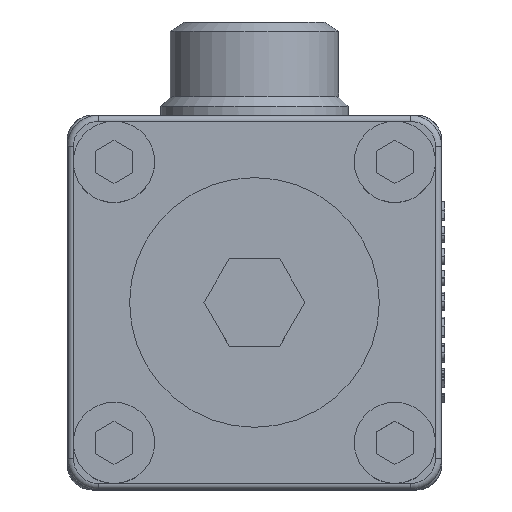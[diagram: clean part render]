
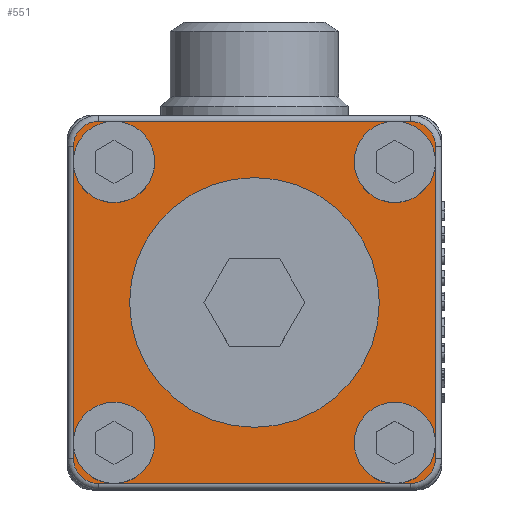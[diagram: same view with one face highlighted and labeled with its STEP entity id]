
A CAD part, top view. The second image highlights one B-rep face of the part: STEP entity #551.
In plain terms, the highlighted planar face has unit normal (0, 0, 1).
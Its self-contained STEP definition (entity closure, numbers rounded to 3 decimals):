
#288=CARTESIAN_POINT('',(18.5,-22.5,55.));
#289=VERTEX_POINT('',#288);
#304=CARTESIAN_POINT('',(22.5,-22.5,55.));
#305=DIRECTION('',(-0.,-0.,1.));
#306=DIRECTION('',(-1.,0.,0.));
#307=AXIS2_PLACEMENT_3D('',#304,#305,#306);
#308=CIRCLE('',#307,4.);
#309=EDGE_CURVE('',#289,#289,#308,.T.);
#321=CARTESIAN_POINT('',(18.5,22.5,55.));
#322=VERTEX_POINT('',#321);
#337=CARTESIAN_POINT('',(22.5,22.5,55.));
#338=DIRECTION('',(-0.,-0.,1.));
#339=DIRECTION('',(-1.,0.,0.));
#340=AXIS2_PLACEMENT_3D('',#337,#338,#339);
#341=CIRCLE('',#340,4.);
#342=EDGE_CURVE('',#322,#322,#341,.T.);
#354=CARTESIAN_POINT('',(-26.5,22.5,55.));
#355=VERTEX_POINT('',#354);
#370=CARTESIAN_POINT('',(-22.5,22.5,55.));
#371=DIRECTION('',(-0.,-0.,1.));
#372=DIRECTION('',(-1.,0.,0.));
#373=AXIS2_PLACEMENT_3D('',#370,#371,#372);
#374=CIRCLE('',#373,4.);
#375=EDGE_CURVE('',#355,#355,#374,.T.);
#427=CARTESIAN_POINT('',(-26.5,-22.5,55.));
#428=VERTEX_POINT('',#427);
#443=CARTESIAN_POINT('',(-22.5,-22.5,55.));
#444=DIRECTION('',(-0.,-0.,1.));
#445=DIRECTION('',(-1.,0.,0.));
#446=AXIS2_PLACEMENT_3D('',#443,#444,#445);
#447=CIRCLE('',#446,4.);
#448=EDGE_CURVE('',#428,#428,#447,.T.);
#453=CARTESIAN_POINT('',(0.,0.,55.));
#454=DIRECTION('',(0.,0.,1.));
#455=DIRECTION('',(1.,0.,0.));
#456=AXIS2_PLACEMENT_3D('',#453,#454,#455);
#457=PLANE('',#456);
#458=CARTESIAN_POINT('',(29.,25.,55.));
#459=VERTEX_POINT('',#458);
#460=CARTESIAN_POINT('',(25.,29.,55.));
#461=VERTEX_POINT('',#460);
#462=CARTESIAN_POINT('',(25.,25.,55.));
#463=DIRECTION('',(0.,0.,1.));
#464=DIRECTION('',(1.,0.,-0.));
#465=AXIS2_PLACEMENT_3D('',#462,#463,#464);
#466=CIRCLE('',#465,4.);
#467=EDGE_CURVE('',#459,#461,#466,.T.);
#468=ORIENTED_EDGE('',*,*,#467,.T.);
#469=CARTESIAN_POINT('',(-25.,29.,55.));
#470=VERTEX_POINT('',#469);
#471=CARTESIAN_POINT('',(25.,29.,55.));
#472=DIRECTION('',(-1.,-0.,0.));
#473=VECTOR('',#472,50.);
#474=LINE('',#471,#473);
#475=EDGE_CURVE('',#461,#470,#474,.T.);
#476=ORIENTED_EDGE('',*,*,#475,.T.);
#477=CARTESIAN_POINT('',(-29.,25.,55.));
#478=VERTEX_POINT('',#477);
#479=CARTESIAN_POINT('',(-25.,25.,55.));
#480=DIRECTION('',(0.,0.,1.));
#481=DIRECTION('',(1.,0.,-0.));
#482=AXIS2_PLACEMENT_3D('',#479,#480,#481);
#483=CIRCLE('',#482,4.);
#484=EDGE_CURVE('',#470,#478,#483,.T.);
#485=ORIENTED_EDGE('',*,*,#484,.T.);
#486=CARTESIAN_POINT('',(-29.,-25.,55.));
#487=VERTEX_POINT('',#486);
#488=CARTESIAN_POINT('',(-29.,25.,55.));
#489=DIRECTION('',(-0.,-1.,-0.));
#490=VECTOR('',#489,50.);
#491=LINE('',#488,#490);
#492=EDGE_CURVE('',#478,#487,#491,.T.);
#493=ORIENTED_EDGE('',*,*,#492,.T.);
#494=CARTESIAN_POINT('',(-25.,-29.,55.));
#495=VERTEX_POINT('',#494);
#496=CARTESIAN_POINT('',(-25.,-25.,55.));
#497=DIRECTION('',(0.,0.,1.));
#498=DIRECTION('',(1.,0.,-0.));
#499=AXIS2_PLACEMENT_3D('',#496,#497,#498);
#500=CIRCLE('',#499,4.);
#501=EDGE_CURVE('',#487,#495,#500,.T.);
#502=ORIENTED_EDGE('',*,*,#501,.T.);
#503=CARTESIAN_POINT('',(25.,-29.,55.));
#504=VERTEX_POINT('',#503);
#505=CARTESIAN_POINT('',(-25.,-29.,55.));
#506=DIRECTION('',(1.,0.,-0.));
#507=VECTOR('',#506,50.);
#508=LINE('',#505,#507);
#509=EDGE_CURVE('',#495,#504,#508,.T.);
#510=ORIENTED_EDGE('',*,*,#509,.T.);
#511=CARTESIAN_POINT('',(29.,-25.,55.));
#512=VERTEX_POINT('',#511);
#513=CARTESIAN_POINT('',(25.,-25.,55.));
#514=DIRECTION('',(0.,0.,1.));
#515=DIRECTION('',(1.,0.,-0.));
#516=AXIS2_PLACEMENT_3D('',#513,#514,#515);
#517=CIRCLE('',#516,4.);
#518=EDGE_CURVE('',#504,#512,#517,.T.);
#519=ORIENTED_EDGE('',*,*,#518,.T.);
#520=CARTESIAN_POINT('',(29.,-25.,55.));
#521=DIRECTION('',(0.,1.,0.));
#522=VECTOR('',#521,50.);
#523=LINE('',#520,#522);
#524=EDGE_CURVE('',#512,#459,#523,.T.);
#525=ORIENTED_EDGE('',*,*,#524,.T.);
#526=EDGE_LOOP('',(#468,#476,#485,#493,#502,#510,#519,#525));
#527=FACE_BOUND('',#526,.T.);
#528=CARTESIAN_POINT('',(20.,-0.,55.));
#529=VERTEX_POINT('',#528);
#530=CARTESIAN_POINT('',(0.,0.,55.));
#531=DIRECTION('',(0.,0.,1.));
#532=DIRECTION('',(1.,0.,-0.));
#533=AXIS2_PLACEMENT_3D('',#530,#531,#532);
#534=CIRCLE('',#533,20.);
#535=EDGE_CURVE('',#529,#529,#534,.T.);
#536=ORIENTED_EDGE('',*,*,#535,.F.);
#537=EDGE_LOOP('',(#536));
#538=FACE_BOUND('',#537,.T.);
#539=ORIENTED_EDGE('',*,*,#375,.F.);
#540=EDGE_LOOP('',(#539));
#541=FACE_BOUND('',#540,.T.);
#542=ORIENTED_EDGE('',*,*,#342,.F.);
#543=EDGE_LOOP('',(#542));
#544=FACE_BOUND('',#543,.T.);
#545=ORIENTED_EDGE('',*,*,#309,.F.);
#546=EDGE_LOOP('',(#545));
#547=FACE_BOUND('',#546,.T.);
#548=ORIENTED_EDGE('',*,*,#448,.F.);
#549=EDGE_LOOP('',(#548));
#550=FACE_BOUND('',#549,.T.);
#551=ADVANCED_FACE('',(#527,#538,#541,#544,#547,#550),#457,.T.);
